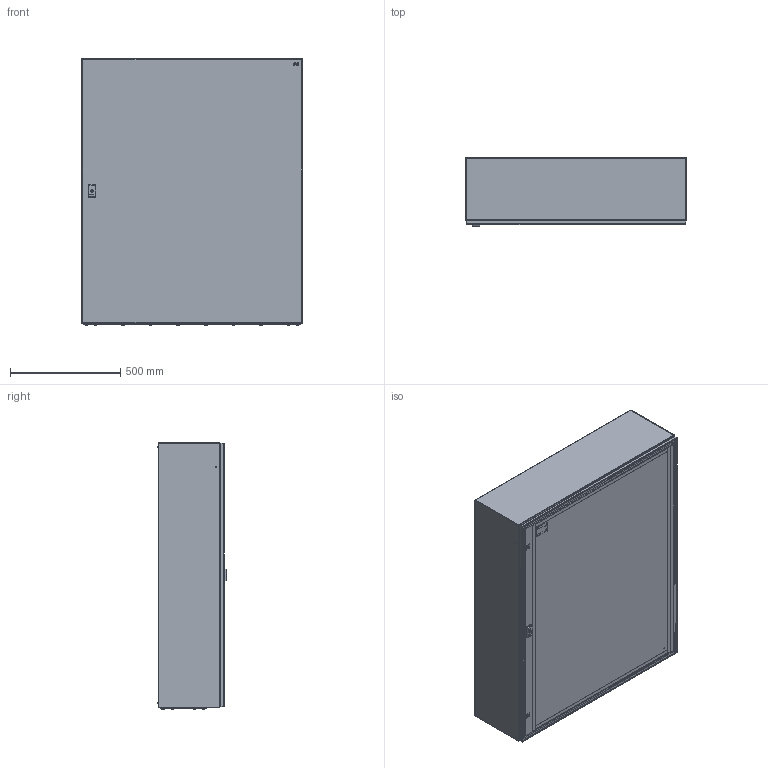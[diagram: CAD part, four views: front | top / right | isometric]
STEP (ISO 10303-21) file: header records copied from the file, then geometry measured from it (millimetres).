
FILE_DESCRIPTION((''),'2;1');
FILE_NAME('GT_120_100_30_ASM','2021-11-04T',('marketing.praksa'),('Audax d.o.o.'),'CREO PARAMETRIC BY PTC INC, 2017480','CREO PARAMETRIC BY PTC INC, 2017480','');
FILE_SCHEMA(('AUTOMOTIVE_DESIGN { 1 0 10303 214 1 1 1 1 }'));
Products named in the file (75): KOR_GT_120-100-30_1_1; PRZEPUST_1_2_1_1_1; ZAWIAS_1_2_1_1_1; TULEJA_1_2_1_1_1; PLYTA_1_2_1_1_1; NAKRETKA_M8_1_2_1_1_1; ZASLEPKA_10_7_1_2_1_1_1; SCREWS_120_100_30_1_1_1; SCREWS_120_100_30_1_1_2; SCREWS_120_100_30_1_1_3; SCREWS_120_100_30_1_1_4; SCREWS_120_100_30_1_1_5; SCREWS_120_100_30_1_1_6; SCREWS_120_100_30_1_1_7; SCREWS_120_100_30_1_1_8; SCREWS_120_100_30_1_1_9; SCREWS_120_100_30_1_1_10; SCREWS_120_100_30_1_1_11; SCREWS_120_100_30_1_1_12; SCREWS_120_100_30_1_1_13; SCREWS_120_100_30_1_1_14; SCREWS_120_100_30_1_1_15; SCREWS_120_100_30_1_1_16; SCREWS_120_100_30_1_1_17; SCREWS_120_100_30_1_1_18; SCREWS_120_100_30_1_1_19; SCREWS_120_100_30_1_1_20; DRZWI_1_2_3_4_1_1_1_1; DRZWI_1_2_3_4_2_1_1_1; ZAWIAS_3_ST47_002_ELEMENT-583_4; ZAWIAS_3_ST47_002_ELEMENT-583_5; DRZWI_1_2_3_4_3_1_1_1; DRZWI_1_2_3_4_4_1_1_1; DRZWI_1_2_3_4_5_1_1_1; DRZWI_1_2_3_4_6_1_1_1; ZAWIAS_3_ST47_002_ELEMENT-583_6; DRZWI_1_2_3_4_7_1_1_1; DRZWI_1_2_3_4_8_1_1_1; DRZWI_1_2_3_4_9_1_1_1; DRZWI_1_2_3_4_11_1_1_1 ...
Assembly tree (85 placements, depth 2):
  GT_120_100_30_ASM
    KOR_GT_120-100-30_1_1
    PRZEPUST_1_2_1_1_1
    ZAWIAS_1_2_1_1_1  x3
    TULEJA_1_2_1_1_1  x4
    PLYTA_1_2_1_1_1
    NAKRETKA_M8_1_2_1_1_1  x4
    ZASLEPKA_10_7_1_2_1_1_1  x4
    SCREWS_120_100_30_1_1_1
    SCREWS_120_100_30_1_1_2
    SCREWS_120_100_30_1_1_3
    SCREWS_120_100_30_1_1_4
    SCREWS_120_100_30_1_1_5
    SCREWS_120_100_30_1_1_6
    SCREWS_120_100_30_1_1_7
    SCREWS_120_100_30_1_1_8
    SCREWS_120_100_30_1_1_9
    SCREWS_120_100_30_1_1_10
    SCREWS_120_100_30_1_1_11
    SCREWS_120_100_30_1_1_12
    SCREWS_120_100_30_1_1_13
    SCREWS_120_100_30_1_1_14
    SCREWS_120_100_30_1_1_15
    SCREWS_120_100_30_1_1_16
    SCREWS_120_100_30_1_1_17
    SCREWS_120_100_30_1_1_18
    SCREWS_120_100_30_1_1_19
    SCREWS_120_100_30_1_1_20
    DRZWI_1_2_3_4_1_1_1_1
    DRZWI_1_2_3_4_2_1_1_1
    ZAWIAS_3_ST47_002_ELEMENT-583_4
    ZAWIAS_3_ST47_002_ELEMENT-583_5
    DRZWI_1_2_3_4_3_1_1_1
    DRZWI_1_2_3_4_4_1_1_1
    DRZWI_1_2_3_4_5_1_1_1
    DRZWI_1_2_3_4_6_1_1_1
    ZAWIAS_3_ST47_002_ELEMENT-583_6
    DRZWI_1_2_3_4_7_1_1_1
    DRZWI_1_2_3_4_8_1_1_1
    DRZWI_1_2_3_4_9_1_1_1
    DRZWI_1_2_3_4_11_1_1_1
    ANSI_B27_7M_3CMI-4-58344_1_1_1
    ANSI_B27_7M_3CMI-4-58345_1_1_1
    ANSI_B27_7M_3CMI-4-58346_1_1_1
    DRZWI_1_2_3_4_13_1_1_1
    DRZWI_1_2_3_4_14_1_1_1
    DRZWI_1_2_3_4_15_1_1
    DRZWI_1_2_3_4_16_1_1
    DRZWI_1_2_3_4_17_1_1
    DRZWI_1_2_3_4_18_1_1
    DRZWI_1_2_3_4_19_1_1
    DRZWI_1_2_3_4_20_1_1
    DRZWI_1_2_3_4_21_1_1
    DRZWI_1_2_3_4_22_1_1
    DRZWI_1_2_3_4_23_1_1
    DRZWI_1_2_3_4_24_1_1
    DRZWI_1_2_3_4_25_1_1
    DRZWI_1_2_3_4_26_1_1
    DRZWI_1_2_3_4_27_1_1
    DRZWI_1_2_3_4_28_1_1
Bounding box: 1000 x 310.58 x 1208.44 mm (x, y, z)
Volume: 8300705.8 mm3; surface area: 10714035.7 mm2
Topology: 64 solids, 104 shells, 3916 faces, 10976 edges, 7358 vertices
Faces by surface type: plane 1704, cylinder 1588, torus 210, cone 150, extrusion 136, sphere 76, bspline 52
Entity records: 151435 total; most frequent: CARTESIAN_POINT 25569, DIRECTION 19498, ORIENTED_EDGE 18103, PRESENTATION_STYLE_ASSIGNMENT 9900, STYLED_ITEM 9900, CURVE_STYLE 9100, EDGE_CURVE 9100, AXIS2_PLACEMENT_3D 7431
